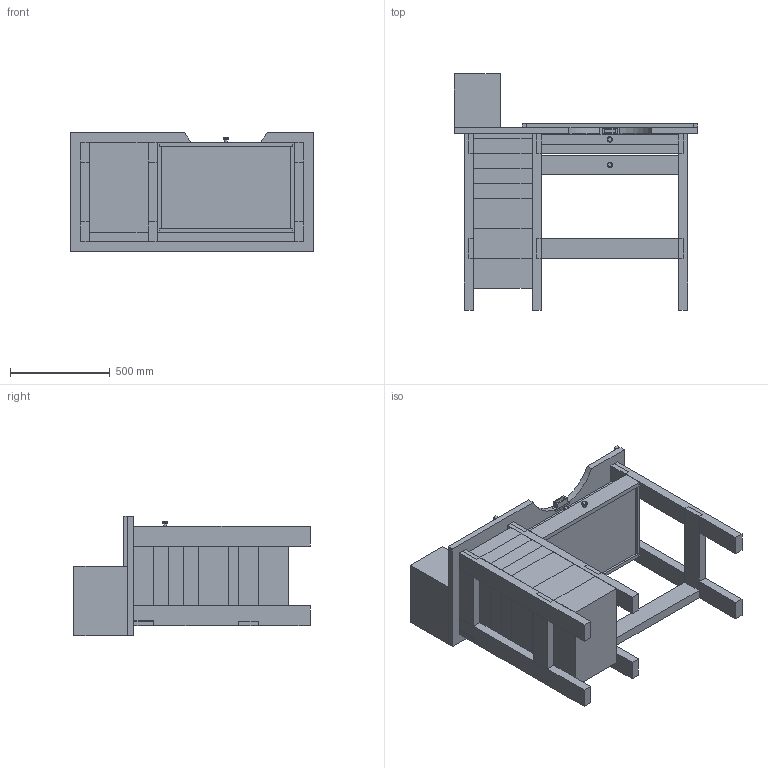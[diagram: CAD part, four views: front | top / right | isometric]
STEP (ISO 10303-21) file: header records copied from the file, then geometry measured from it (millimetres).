
FILE_DESCRIPTION(('CAx-IF Rec.Pracs.---Model Styling and Organization---1.5---2016-08-15','CAx-IF Rec.Pracs.---Geometric and Assembly Validation Properties---4.4---2016-08-17','CAx-IF Rec.Pracs.---User Defined Attributes---1.5---2016-08-15','CAx-IF Rec.Pracs.---External References---2.1---2005-01-19'),'2;1');
FILE_NAME('Assembly.stp','2020-02-02T18:19:55',('Unspecified'),('Unspecified'),'CAD Exchanger 3.7.1 (cadexchanger.com)','Unspecified','');
FILE_SCHEMA(('AUTOMOTIVE_DESIGN { 1 0 10303 214 1 1 1 1 }'));
Length unit declared in the file: millimetre
Products named in the file (24): Assembly; Painel 122x60x3; Caibro 90x8x4; Caibro 90x8x4-3; Caibro 90x8x4-2; Caibro 50x8x4; Caibro 112x8x4; Drawer2; Drawer; BenchPinHolder; Rail 88; Rail 58; Esmeril; ToolDrawer; ToolDrawerFront; ToolDrawerBack; ToolDrawerSide; Pull; ToolDrawerCradle; CatchDrawer; CatchDrawerFront; CatchDrawerSide; CatchDrawerBack; CatchDrawerCradle
Assembly tree (41 placements, depth 3):
  Assembly
    Painel 122x60x3
    Caibro 90x8x4  x3
    Caibro 90x8x4-3
    Caibro 90x8x4-2  x2
    Caibro 50x8x4  x6
    Caibro 112x8x4  x2
    Drawer2  x4
    Drawer  x3
    BenchPinHolder
    Rail 88
    Rail 58  x2
    Esmeril
    ToolDrawer
      ToolDrawerFront
      ToolDrawerBack
      ToolDrawerSide  x2
      Pull
      ToolDrawerCradle
    CatchDrawer
      CatchDrawerFront
      CatchDrawerSide  x2
      CatchDrawerBack
      Pull
      CatchDrawerCradle
Bounding box: 1220 x 1186 x 600.56 mm (x, y, z)
Volume: 194577170.9 mm3; surface area: 10283379.1 mm2
Topology: 39 solids, 39 shells, 477 faces, 1152 edges, 764 vertices
Faces by surface type: plane 463, cylinder 10, torus 4
Full cylindrical faces by diameter (mm): 5 x4, 16 x2, 27 x2
Entity records: 10991 total; most frequent: CARTESIAN_POINT 1508, ORIENTED_EDGE 1398, DIRECTION 1364, EDGE_CURVE 699, LINE 676, VECTOR 676, VERTEX_POINT 464, AXIS2_PLACEMENT_3D 344
